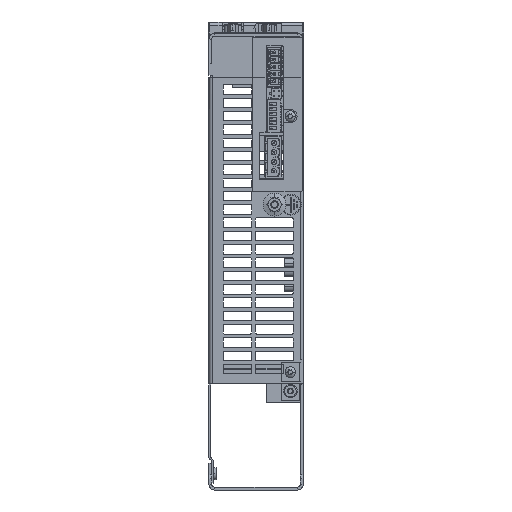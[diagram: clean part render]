
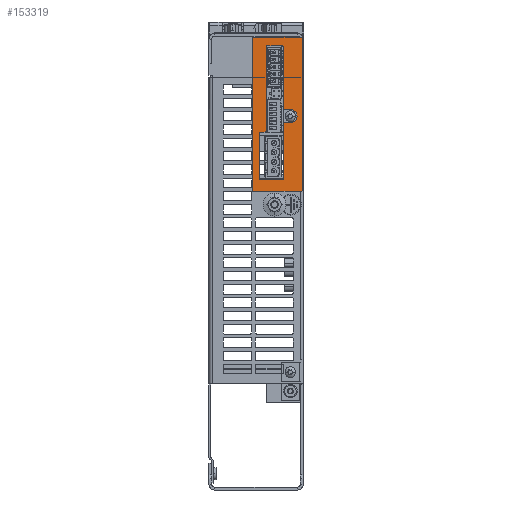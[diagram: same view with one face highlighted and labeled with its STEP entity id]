
A CAD part, left-side view. The second image highlights one B-rep face of the part: STEP entity #153319.
In plain terms, the highlighted face is planar.
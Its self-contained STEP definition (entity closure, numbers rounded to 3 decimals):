
#152840=CARTESIAN_POINT('',(40.,12.5,0.));
#152841=DIRECTION('',(0.,0.,1.));
#152842=DIRECTION('',(1.,0.,0.));
#152843=AXIS2_PLACEMENT_3D('',#152840,#152841,#152842);
#152845=CARTESIAN_POINT('',(-40.,12.5,0.));
#152846=DIRECTION('',(0.,0.,1.));
#152847=DIRECTION('',(0.,1.,0.));
#152848=AXIS2_PLACEMENT_3D('',#152845,#152846,#152847);
#152850=CARTESIAN_POINT('',(-40.,-12.5,0.));
#152851=DIRECTION('',(0.,0.,1.));
#152852=DIRECTION('',(-1.,0.,0.));
#152853=AXIS2_PLACEMENT_3D('',#152850,#152851,#152852);
#152855=CARTESIAN_POINT('',(40.,-12.5,0.));
#152856=DIRECTION('',(0.,0.,1.));
#152857=DIRECTION('',(0.,-1.,0.));
#152858=AXIS2_PLACEMENT_3D('',#152855,#152856,#152857);
#152860=CARTESIAN_POINT('',(9.,6.5,0.));
#152861=DIRECTION('',(0.,0.,1.));
#152862=DIRECTION('',(0.,-1.,0.));
#152863=AXIS2_PLACEMENT_3D('',#152860,#152861,#152862);
#152865=CARTESIAN_POINT('',(10.,9.,0.));
#152866=DIRECTION('',(0.,0.,-1.));
#152867=DIRECTION('',(-1.,0.,0.));
#152868=AXIS2_PLACEMENT_3D('',#152865,#152866,#152867);
#152870=CARTESIAN_POINT('',(34.,9.,0.));
#152871=DIRECTION('',(0.,0.,-1.));
#152872=DIRECTION('',(0.,1.,0.));
#152873=AXIS2_PLACEMENT_3D('',#152870,#152871,#152872);
#152875=CARTESIAN_POINT('',(34.,-2.5,0.));
#152876=DIRECTION('',(0.,0.,-1.));
#152877=DIRECTION('',(1.,0.,0.));
#152878=AXIS2_PLACEMENT_3D('',#152875,#152876,#152877);
#152880=CARTESIAN_POINT('',(1.,-6.8,0.));
#152881=DIRECTION('',(0.,0.,-1.));
#152882=DIRECTION('',(1.,0.,0.));
#152883=AXIS2_PLACEMENT_3D('',#152880,#152881,#152882);
#152885=CARTESIAN_POINT('',(1.,-6.8,0.));
#152886=DIRECTION('',(0.,0.,-1.));
#152887=DIRECTION('',(0.,-1.,0.));
#152888=AXIS2_PLACEMENT_3D('',#152885,#152886,#152887);
#152890=CARTESIAN_POINT('',(-35.5,-2.5,0.));
#152891=DIRECTION('',(0.,0.,-1.));
#152892=DIRECTION('',(0.,-1.,0.));
#152893=AXIS2_PLACEMENT_3D('',#152890,#152891,#152892);
#152895=CARTESIAN_POINT('',(-35.5,5.5,0.));
#152896=DIRECTION('',(0.,0.,-1.));
#152897=DIRECTION('',(-1.,0.,0.));
#152898=AXIS2_PLACEMENT_3D('',#152895,#152896,#152897);
#152908=DIRECTION('',(0.,-1.,0.));
#152909=VECTOR('',#152908,25.);
#152910=CARTESIAN_POINT('',(40.5,12.5,0.));
#152911=LINE('',#152910,#152909);
#152920=DIRECTION('',(-1.,0.,0.));
#152921=VECTOR('',#152920,80.);
#152922=CARTESIAN_POINT('',(40.,-13.,0.));
#152923=LINE('',#152922,#152921);
#152932=DIRECTION('',(0.,1.,0.));
#152933=VECTOR('',#152932,25.);
#152934=CARTESIAN_POINT('',(-40.5,-12.5,0.));
#152935=LINE('',#152934,#152933);
#152944=DIRECTION('',(1.,0.,0.));
#152945=VECTOR('',#152944,80.);
#152946=CARTESIAN_POINT('',(-40.,13.,0.));
#152947=LINE('',#152946,#152945);
#153068=DIRECTION('',(-1.,0.,0.));
#153069=VECTOR('',#153068,44.5);
#153070=CARTESIAN_POINT('',(9.,6.,0.));
#153071=LINE('',#153070,#153069);
#153080=DIRECTION('',(0.,-1.,0.));
#153081=VECTOR('',#153080,8.);
#153082=CARTESIAN_POINT('',(-36.,5.5,0.));
#153083=LINE('',#153082,#153081);
#153092=DIRECTION('',(1.,0.,0.));
#153093=VECTOR('',#153092,33.);
#153094=CARTESIAN_POINT('',(-35.5,-3.,0.));
#153095=LINE('',#153094,#153093);
#153100=DIRECTION('',(0.,-1.,0.));
#153101=VECTOR('',#153100,3.8);
#153102=CARTESIAN_POINT('',(-2.5,-3.,0.));
#153103=LINE('',#153102,#153101);
#153112=DIRECTION('',(0.,1.,0.));
#153113=VECTOR('',#153112,3.8);
#153114=CARTESIAN_POINT('',(4.5,-6.8,0.));
#153115=LINE('',#153114,#153113);
#153120=DIRECTION('',(1.,0.,0.));
#153121=VECTOR('',#153120,29.5);
#153122=CARTESIAN_POINT('',(4.5,-3.,0.));
#153123=LINE('',#153122,#153121);
#153132=DIRECTION('',(0.,1.,0.));
#153133=VECTOR('',#153132,11.5);
#153134=CARTESIAN_POINT('',(34.5,-2.5,0.));
#153135=LINE('',#153134,#153133);
#153144=DIRECTION('',(-1.,0.,0.));
#153145=VECTOR('',#153144,24.);
#153146=CARTESIAN_POINT('',(34.,9.5,0.));
#153147=LINE('',#153146,#153145);
#153156=DIRECTION('',(0.,-1.,0.));
#153157=VECTOR('',#153156,2.5);
#153158=CARTESIAN_POINT('',(9.5,9.,0.));
#153159=LINE('',#153158,#153157);
#153160=CARTESIAN_POINT('',(40.5,12.5,0.));
#153161=CARTESIAN_POINT('',(40.,13.,0.));
#153162=VERTEX_POINT('',#153160);
#153163=VERTEX_POINT('',#153161);
#153164=CARTESIAN_POINT('',(-40.,13.,0.));
#153165=VERTEX_POINT('',#153164);
#153166=CARTESIAN_POINT('',(-40.5,12.5,0.));
#153167=VERTEX_POINT('',#153166);
#153168=CARTESIAN_POINT('',(-40.5,-12.5,0.));
#153169=VERTEX_POINT('',#153168);
#153170=CARTESIAN_POINT('',(-40.,-13.,0.));
#153171=VERTEX_POINT('',#153170);
#153172=CARTESIAN_POINT('',(40.,-13.,0.));
#153173=VERTEX_POINT('',#153172);
#153174=CARTESIAN_POINT('',(40.5,-12.5,0.));
#153175=VERTEX_POINT('',#153174);
#153176=CARTESIAN_POINT('',(9.,6.,0.));
#153177=CARTESIAN_POINT('',(9.5,6.5,0.));
#153178=VERTEX_POINT('',#153176);
#153179=VERTEX_POINT('',#153177);
#153180=CARTESIAN_POINT('',(9.5,9.,0.));
#153181=VERTEX_POINT('',#153180);
#153182=CARTESIAN_POINT('',(10.,9.5,0.));
#153183=VERTEX_POINT('',#153182);
#153184=CARTESIAN_POINT('',(34.,9.5,0.));
#153185=VERTEX_POINT('',#153184);
#153186=CARTESIAN_POINT('',(34.5,9.,0.));
#153187=VERTEX_POINT('',#153186);
#153188=CARTESIAN_POINT('',(34.5,-2.5,0.));
#153189=VERTEX_POINT('',#153188);
#153190=CARTESIAN_POINT('',(34.,-3.,0.));
#153191=VERTEX_POINT('',#153190);
#153192=CARTESIAN_POINT('',(4.5,-3.,0.));
#153193=VERTEX_POINT('',#153192);
#153194=CARTESIAN_POINT('',(4.5,-6.8,0.));
#153195=VERTEX_POINT('',#153194);
#153196=CARTESIAN_POINT('',(1.,-10.3,0.));
#153197=VERTEX_POINT('',#153196);
#153198=CARTESIAN_POINT('',(-2.5,-6.8,0.));
#153199=VERTEX_POINT('',#153198);
#153200=CARTESIAN_POINT('',(-2.5,-3.,0.));
#153201=VERTEX_POINT('',#153200);
#153202=CARTESIAN_POINT('',(-35.5,-3.,0.));
#153203=VERTEX_POINT('',#153202);
#153204=CARTESIAN_POINT('',(-36.,-2.5,0.));
#153205=VERTEX_POINT('',#153204);
#153206=CARTESIAN_POINT('',(-36.,5.5,0.));
#153207=VERTEX_POINT('',#153206);
#153208=CARTESIAN_POINT('',(-35.5,6.,0.));
#153209=VERTEX_POINT('',#153208);
#153260=CARTESIAN_POINT('',(0.,0.,0.));
#153261=DIRECTION('',(0.,0.,1.));
#153262=DIRECTION('',(1.,0.,0.));
#153263=AXIS2_PLACEMENT_3D('',#153260,#153261,#153262);
#153264=PLANE('',#153263);
#153266=ORIENTED_EDGE('',*,*,#153265,.T.);
#153268=ORIENTED_EDGE('',*,*,#153267,.F.);
#153270=ORIENTED_EDGE('',*,*,#153269,.T.);
#153272=ORIENTED_EDGE('',*,*,#153271,.F.);
#153274=ORIENTED_EDGE('',*,*,#153273,.T.);
#153276=ORIENTED_EDGE('',*,*,#153275,.F.);
#153278=ORIENTED_EDGE('',*,*,#153277,.T.);
#153280=ORIENTED_EDGE('',*,*,#153279,.F.);
#153281=EDGE_LOOP('',(#153266,#153268,#153270,#153272,#153274,#153276,#153278,
#153280));
#153282=FACE_OUTER_BOUND('',#153281,.F.);
#153284=ORIENTED_EDGE('',*,*,#153283,.T.);
#153286=ORIENTED_EDGE('',*,*,#153285,.F.);
#153288=ORIENTED_EDGE('',*,*,#153287,.T.);
#153290=ORIENTED_EDGE('',*,*,#153289,.F.);
#153292=ORIENTED_EDGE('',*,*,#153291,.T.);
#153294=ORIENTED_EDGE('',*,*,#153293,.F.);
#153296=ORIENTED_EDGE('',*,*,#153295,.T.);
#153298=ORIENTED_EDGE('',*,*,#153297,.F.);
#153300=ORIENTED_EDGE('',*,*,#153299,.F.);
#153302=ORIENTED_EDGE('',*,*,#153301,.T.);
#153304=ORIENTED_EDGE('',*,*,#153303,.T.);
#153306=ORIENTED_EDGE('',*,*,#153305,.F.);
#153308=ORIENTED_EDGE('',*,*,#153307,.F.);
#153310=ORIENTED_EDGE('',*,*,#153309,.T.);
#153312=ORIENTED_EDGE('',*,*,#153311,.F.);
#153314=ORIENTED_EDGE('',*,*,#153313,.T.);
#153316=ORIENTED_EDGE('',*,*,#153315,.F.);
#153317=EDGE_LOOP('',(#153284,#153286,#153288,#153290,#153292,#153294,#153296,
#153298,#153300,#153302,#153304,#153306,#153308,#153310,#153312,#153314,
#153316));
#153318=FACE_BOUND('',#153317,.F.);
#152844=CIRCLE('',#152843,0.5);
#152849=CIRCLE('',#152848,0.5);
#152854=CIRCLE('',#152853,0.5);
#152859=CIRCLE('',#152858,0.5);
#152864=CIRCLE('',#152863,0.5);
#152869=CIRCLE('',#152868,0.5);
#152874=CIRCLE('',#152873,0.5);
#152879=CIRCLE('',#152878,0.5);
#152884=CIRCLE('',#152883,3.5);
#152889=CIRCLE('',#152888,3.5);
#152894=CIRCLE('',#152893,0.5);
#152899=CIRCLE('',#152898,0.5);
#153265=EDGE_CURVE('',#153162,#153163,#152844,.T.);
#153267=EDGE_CURVE('',#153165,#153163,#152947,.T.);
#153269=EDGE_CURVE('',#153165,#153167,#152849,.T.);
#153271=EDGE_CURVE('',#153169,#153167,#152935,.T.);
#153273=EDGE_CURVE('',#153169,#153171,#152854,.T.);
#153275=EDGE_CURVE('',#153173,#153171,#152923,.T.);
#153277=EDGE_CURVE('',#153173,#153175,#152859,.T.);
#153279=EDGE_CURVE('',#153162,#153175,#152911,.T.);
#153283=EDGE_CURVE('',#153178,#153179,#152864,.T.);
#153285=EDGE_CURVE('',#153181,#153179,#153159,.T.);
#153287=EDGE_CURVE('',#153181,#153183,#152869,.T.);
#153289=EDGE_CURVE('',#153185,#153183,#153147,.T.);
#153291=EDGE_CURVE('',#153185,#153187,#152874,.T.);
#153293=EDGE_CURVE('',#153189,#153187,#153135,.T.);
#153295=EDGE_CURVE('',#153189,#153191,#152879,.T.);
#153297=EDGE_CURVE('',#153193,#153191,#153123,.T.);
#153299=EDGE_CURVE('',#153195,#153193,#153115,.T.);
#153301=EDGE_CURVE('',#153195,#153197,#152884,.T.);
#153303=EDGE_CURVE('',#153197,#153199,#152889,.T.);
#153305=EDGE_CURVE('',#153201,#153199,#153103,.T.);
#153307=EDGE_CURVE('',#153203,#153201,#153095,.T.);
#153309=EDGE_CURVE('',#153203,#153205,#152894,.T.);
#153311=EDGE_CURVE('',#153207,#153205,#153083,.T.);
#153313=EDGE_CURVE('',#153207,#153209,#152899,.T.);
#153315=EDGE_CURVE('',#153178,#153209,#153071,.T.);
#153319=ADVANCED_FACE('',(#153282,#153318),#153264,.F.);
